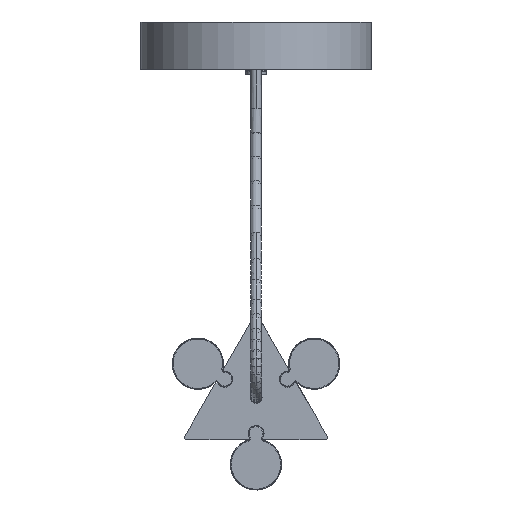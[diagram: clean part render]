
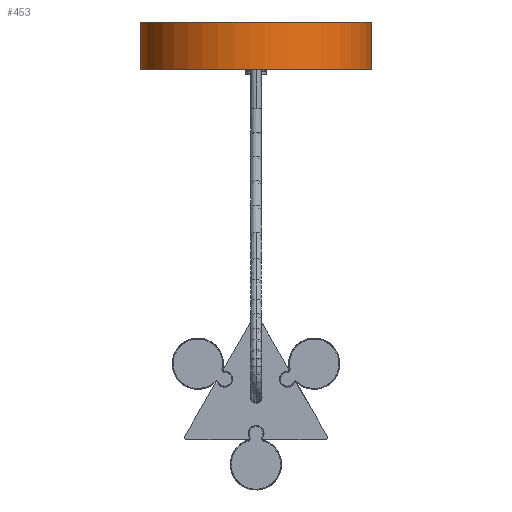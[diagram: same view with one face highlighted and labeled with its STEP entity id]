
A CAD part, front view. The second image highlights one B-rep face of the part: STEP entity #453.
In plain terms, the highlighted cylindrical face has radius 68.056 mm (diameter 136.111 mm), a partial arc.
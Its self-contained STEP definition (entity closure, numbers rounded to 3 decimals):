
#453=ADVANCED_FACE('',(#818),#5293,.T.);
#818=FACE_OUTER_BOUND('',#1188,.T.);
#1188=EDGE_LOOP('',(#2312,#2313,#2314,#2315));
#2312=ORIENTED_EDGE('',*,*,#3513,.T.);
#2313=ORIENTED_EDGE('',*,*,#3471,.T.);
#2314=ORIENTED_EDGE('',*,*,#3514,.F.);
#2315=ORIENTED_EDGE('',*,*,#3512,.F.);
#3471=EDGE_CURVE('',#4993,#4994,#4369,.T.);
#3512=EDGE_CURVE('',#5020,#5021,#4407,.T.);
#3513=EDGE_CURVE('',#5020,#4993,#4408,.T.);
#3514=EDGE_CURVE('',#5021,#4994,#4409,.T.);
#4369=(
BOUNDED_CURVE()
B_SPLINE_CURVE(1,(#15403,#15404),.UNSPECIFIED.,.F.,.F.)
B_SPLINE_CURVE_WITH_KNOTS((2,2),(0.,28.),.UNSPECIFIED.)
CURVE()
GEOMETRIC_REPRESENTATION_ITEM()
RATIONAL_B_SPLINE_CURVE((1.,1.))
REPRESENTATION_ITEM('')
);
#4407=(
BOUNDED_CURVE()
B_SPLINE_CURVE(1,(#15564,#15565),.UNSPECIFIED.,.F.,.F.)
B_SPLINE_CURVE_WITH_KNOTS((2,2),(0.,28.),.UNSPECIFIED.)
CURVE()
GEOMETRIC_REPRESENTATION_ITEM()
RATIONAL_B_SPLINE_CURVE((1.,1.))
REPRESENTATION_ITEM('')
);
#4408=(
BOUNDED_CURVE()
B_SPLINE_CURVE(2,(#15566,#15567,#15568,#15569,#15570),.UNSPECIFIED.,.F.,
 .F.)
B_SPLINE_CURVE_WITH_KNOTS((3,2,3),(213.803,320.705,427.606),
 .UNSPECIFIED.)
CURVE()
GEOMETRIC_REPRESENTATION_ITEM()
RATIONAL_B_SPLINE_CURVE((1.,0.707,1.,0.707,1.))
REPRESENTATION_ITEM('')
);
#4409=(
BOUNDED_CURVE()
B_SPLINE_CURVE(2,(#15571,#15572,#15573,#15574,#15575),.UNSPECIFIED.,.F.,
 .F.)
B_SPLINE_CURVE_WITH_KNOTS((3,2,3),(213.803,320.705,427.606),
 .UNSPECIFIED.)
CURVE()
GEOMETRIC_REPRESENTATION_ITEM()
RATIONAL_B_SPLINE_CURVE((1.,0.707,1.,0.707,1.))
REPRESENTATION_ITEM('')
);
#4993=VERTEX_POINT('',#15342);
#4994=VERTEX_POINT('',#15343);
#5020=VERTEX_POINT('',#15369);
#5021=VERTEX_POINT('',#15370);
#5293=CYLINDRICAL_SURFACE('',#5715,68.056);
#5715=AXIS2_PLACEMENT_3D('',#14873,#5847,$);
#5847=DIRECTION('',(0.,0.,1.));
#14873=CARTESIAN_POINT('',(-0.01,-538.092,195.608));
#15342=CARTESIAN_POINT('',(68.046,-538.092,181.608));
#15343=CARTESIAN_POINT('',(68.046,-538.092,209.608));
#15369=CARTESIAN_POINT('',(-68.065,-538.092,181.608));
#15370=CARTESIAN_POINT('',(-68.065,-538.092,209.608));
#15403=CARTESIAN_POINT('',(68.046,-538.092,181.608));
#15404=CARTESIAN_POINT('',(68.046,-538.092,209.608));
#15564=CARTESIAN_POINT('',(-68.065,-538.092,181.608));
#15565=CARTESIAN_POINT('',(-68.065,-538.092,209.608));
#15566=CARTESIAN_POINT('',(-68.065,-538.092,181.608));
#15567=CARTESIAN_POINT('',(-68.065,-606.148,181.608));
#15568=CARTESIAN_POINT('',(-0.01,-606.148,181.608));
#15569=CARTESIAN_POINT('',(68.046,-606.148,181.608));
#15570=CARTESIAN_POINT('',(68.046,-538.092,181.608));
#15571=CARTESIAN_POINT('',(-68.065,-538.092,209.608));
#15572=CARTESIAN_POINT('',(-68.065,-606.148,209.608));
#15573=CARTESIAN_POINT('',(-0.01,-606.148,209.608));
#15574=CARTESIAN_POINT('',(68.046,-606.148,209.608));
#15575=CARTESIAN_POINT('',(68.046,-538.092,209.608));
